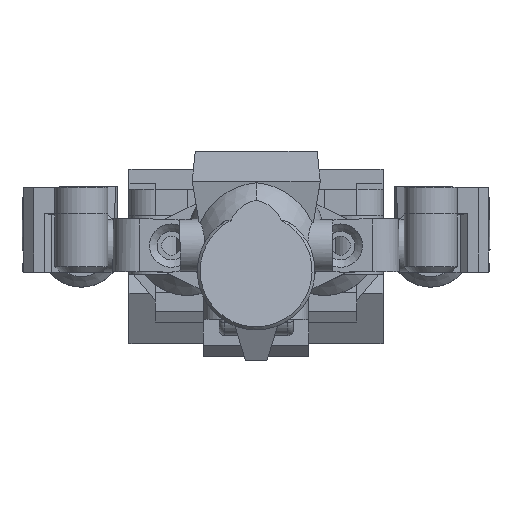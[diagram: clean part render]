
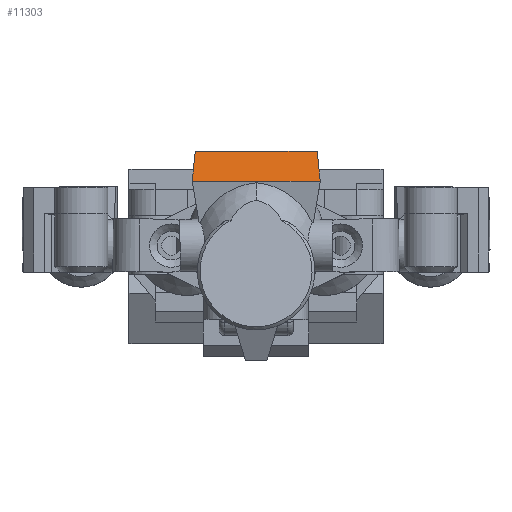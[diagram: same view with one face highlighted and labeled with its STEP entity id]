
A CAD part, top view. The second image highlights one B-rep face of the part: STEP entity #11303.
In plain terms, the highlighted planar face has unit normal (0, 0.856, 0.517).
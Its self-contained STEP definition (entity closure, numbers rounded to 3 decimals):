
#480=PLANE('',#12154);
#1106=FACE_OUTER_BOUND('',#1767,.T.);
#1767=EDGE_LOOP('',(#8300,#8301,#8302,#8303));
#2588=LINE('',#17852,#3666);
#2600=LINE('',#17896,#3678);
#2602=LINE('',#17900,#3680);
#2603=LINE('',#17901,#3681);
#3666=VECTOR('',#13603,10.);
#3678=VECTOR('',#13643,10.);
#3680=VECTOR('',#13647,10.);
#3681=VECTOR('',#13648,10.);
#5230=VERTEX_POINT('',#17849);
#5231=VERTEX_POINT('',#17851);
#5243=VERTEX_POINT('',#17895);
#5244=VERTEX_POINT('',#17899);
#6383=EDGE_CURVE('',#5230,#5231,#2588,.T.);
#6405=EDGE_CURVE('',#5231,#5243,#2600,.T.);
#6407=EDGE_CURVE('',#5230,#5244,#2602,.F.);
#6408=EDGE_CURVE('',#5243,#5244,#2603,.F.);
#8300=ORIENTED_EDGE('',*,*,#6407,.T.);
#8301=ORIENTED_EDGE('',*,*,#6408,.F.);
#8302=ORIENTED_EDGE('',*,*,#6405,.F.);
#8303=ORIENTED_EDGE('',*,*,#6383,.F.);
#11303=ADVANCED_FACE('',(#1106),#480,.T.);
#12154=AXIS2_PLACEMENT_3D('',#17898,#13645,#13646);
#13603=DIRECTION('',(1.,0.,0.));
#13643=DIRECTION('',(0.052,-0.516,0.855));
#13645=DIRECTION('center_axis',(0.,0.856,
0.517));
#13646=DIRECTION('ref_axis',(1.,0.,0.));
#13647=DIRECTION('',(0.052,0.516,-0.855));
#13648=DIRECTION('',(1.,0.,0.));
#17849=CARTESIAN_POINT('',(-5.763,8.782,28.736));
#17851=CARTESIAN_POINT('',(5.763,8.782,28.736));
#17852=CARTESIAN_POINT('',(0.,8.782,28.736));
#17895=CARTESIAN_POINT('',(6.046,5.943,33.437));
#17896=CARTESIAN_POINT('',(5.903,7.374,31.068));
#17898=CARTESIAN_POINT('Origin',(0.,6.335,
32.788));
#17899=CARTESIAN_POINT('',(-6.046,5.943,33.437));
#17900=CARTESIAN_POINT('',(-5.903,7.374,31.068));
#17901=CARTESIAN_POINT('',(-2.947,5.943,33.437));
